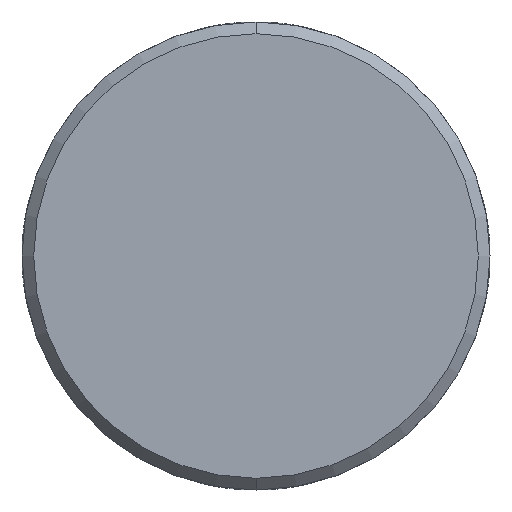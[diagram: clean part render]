
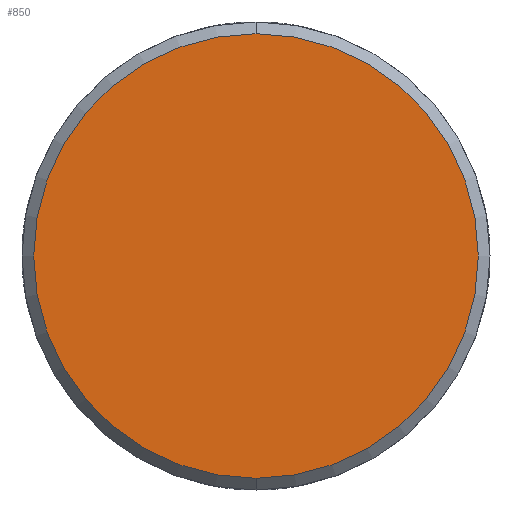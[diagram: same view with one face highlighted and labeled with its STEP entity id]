
A CAD part, front view. The second image highlights one B-rep face of the part: STEP entity #850.
In plain terms, the highlighted planar face has unit normal (0, -1, 0).
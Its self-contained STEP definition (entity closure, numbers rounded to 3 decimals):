
#143 = VERTEX_POINT ( 'NONE', #1115 ) ;
#185 = AXIS2_PLACEMENT_3D ( 'NONE', #328, #1630, #1456 ) ;
#189 = DIRECTION ( 'NONE',  ( 0., 0., 1. ) ) ;
#328 = CARTESIAN_POINT ( 'NONE',  ( 0., 0., 0. ) ) ;
#517 = VERTEX_POINT ( 'NONE', #791 ) ;
#555 = ORIENTED_EDGE ( 'NONE', *, *, #1092, .T. ) ;
#654 = CARTESIAN_POINT ( 'NONE',  ( 0., 0., 0. ) ) ;
#657 = AXIS2_PLACEMENT_3D ( 'NONE', #1173, #1037, #189 ) ;
#791 = CARTESIAN_POINT ( 'NONE',  ( 0., 0., -9.5 ) ) ;
#803 = DIRECTION ( 'NONE',  ( 0., 1., 0. ) ) ;
#850 = ADVANCED_FACE ( 'NONE', ( #1500 ), #1068, .F. ) ;
#924 = DIRECTION ( 'NONE',  ( 0., 0., 1. ) ) ;
#989 = CIRCLE ( 'NONE', #185, 9.5 ) ;
#1037 = DIRECTION ( 'NONE',  ( 0., -1., 0. ) ) ;
#1068 = PLANE ( 'NONE',  #1214 ) ;
#1092 = EDGE_CURVE ( 'NONE', #517, #143, #1395, .T. ) ;
#1115 = CARTESIAN_POINT ( 'NONE',  ( 0., 0., 9.5 ) ) ;
#1173 = CARTESIAN_POINT ( 'NONE',  ( 0., 0., 0. ) ) ;
#1214 = AXIS2_PLACEMENT_3D ( 'NONE', #654, #803, #924 ) ;
#1395 = CIRCLE ( 'NONE', #657, 9.5 ) ;
#1456 = DIRECTION ( 'NONE',  ( 0., 0., 1. ) ) ;
#1500 = FACE_OUTER_BOUND ( 'NONE', #1717, .T. ) ;
#1560 = ORIENTED_EDGE ( 'NONE', *, *, #1801, .T. ) ;
#1630 = DIRECTION ( 'NONE',  ( 0., -1., 0. ) ) ;
#1717 = EDGE_LOOP ( 'NONE', ( #1560, #555 ) ) ;
#1801 = EDGE_CURVE ( 'NONE', #143, #517, #989, .T. ) ;
